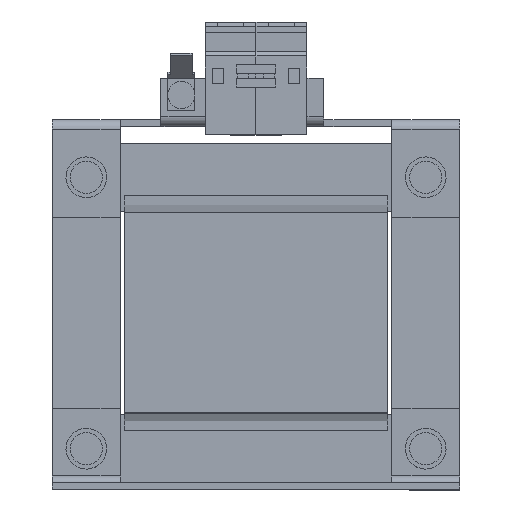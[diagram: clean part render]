
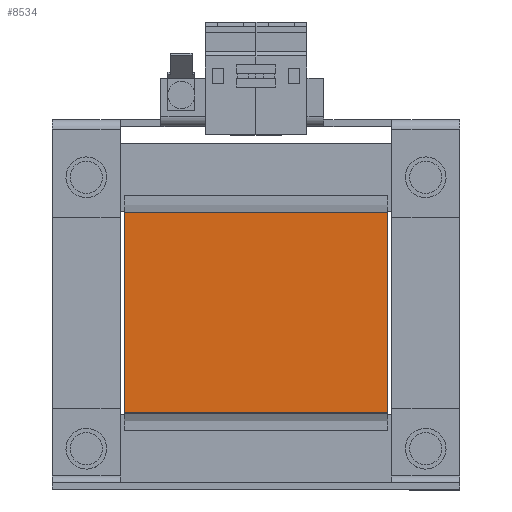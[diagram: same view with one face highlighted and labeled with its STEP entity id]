
A CAD part, top view. The second image highlights one B-rep face of the part: STEP entity #8534.
In plain terms, the highlighted planar face has unit normal (0, 0, 1).
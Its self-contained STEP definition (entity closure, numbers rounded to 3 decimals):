
#468 = AXIS2_PLACEMENT_3D ( 'NONE', #8026, #11625, #2659 ) ;
#528 = DIRECTION ( 'NONE',  ( 0., -1., 0. ) ) ;
#1658 = VECTOR ( 'NONE', #528, 1000. ) ;
#2068 = CARTESIAN_POINT ( 'NONE',  ( 38.75, 29.5, 49.9 ) ) ;
#2104 = EDGE_CURVE ( 'NONE', #3482, #5858, #11658, .T. ) ;
#2180 = VERTEX_POINT ( 'NONE', #8708 ) ;
#2583 = PLANE ( 'NONE',  #468 ) ;
#2659 = DIRECTION ( 'NONE',  ( -1., 0., 0. ) ) ;
#3044 = VECTOR ( 'NONE', #7405, 1000. ) ;
#3157 = CARTESIAN_POINT ( 'NONE',  ( 38.75, 29.5, 49.9 ) ) ;
#3482 = VERTEX_POINT ( 'NONE', #10682 ) ;
#3679 = LINE ( 'NONE', #5649, #8585 ) ;
#3748 = EDGE_CURVE ( 'NONE', #3482, #2180, #5437, .T. ) ;
#4481 = FACE_OUTER_BOUND ( 'NONE', #5562, .T. ) ;
#5071 = CARTESIAN_POINT ( 'NONE',  ( -38.75, -29.5, 49.9 ) ) ;
#5437 = LINE ( 'NONE', #2068, #3044 ) ;
#5562 = EDGE_LOOP ( 'NONE', ( #10119, #10266, #9936, #7517 ) ) ;
#5649 = CARTESIAN_POINT ( 'NONE',  ( 38.75, -29.5, 49.9 ) ) ;
#5797 = CARTESIAN_POINT ( 'NONE',  ( 38.75, -29.5, 49.9 ) ) ;
#5839 = DIRECTION ( 'NONE',  ( 0., -1., 0. ) ) ;
#5858 = VERTEX_POINT ( 'NONE', #5797 ) ;
#6697 = EDGE_CURVE ( 'NONE', #5858, #10595, #3679, .T. ) ;
#7311 = LINE ( 'NONE', #11266, #1658 ) ;
#7405 = DIRECTION ( 'NONE',  ( -1., 0., 0. ) ) ;
#7517 = ORIENTED_EDGE ( 'NONE', *, *, #3748, .T. ) ;
#8026 = CARTESIAN_POINT ( 'NONE',  ( 38.75, 29.5, 49.9 ) ) ;
#8431 = EDGE_CURVE ( 'NONE', #2180, #10595, #7311, .T. ) ;
#8534 = ADVANCED_FACE ( 'NONE', ( #4481 ), #2583, .F. ) ;
#8585 = VECTOR ( 'NONE', #9275, 1000. ) ;
#8708 = CARTESIAN_POINT ( 'NONE',  ( -38.75, 29.5, 49.9 ) ) ;
#9275 = DIRECTION ( 'NONE',  ( -1., 0., 0. ) ) ;
#9936 = ORIENTED_EDGE ( 'NONE', *, *, #2104, .F. ) ;
#10119 = ORIENTED_EDGE ( 'NONE', *, *, #8431, .T. ) ;
#10266 = ORIENTED_EDGE ( 'NONE', *, *, #6697, .F. ) ;
#10396 = VECTOR ( 'NONE', #5839, 1000. ) ;
#10595 = VERTEX_POINT ( 'NONE', #5071 ) ;
#10682 = CARTESIAN_POINT ( 'NONE',  ( 38.75, 29.5, 49.9 ) ) ;
#11266 = CARTESIAN_POINT ( 'NONE',  ( -38.75, 29.5, 49.9 ) ) ;
#11625 = DIRECTION ( 'NONE',  ( 0., 0., -1. ) ) ;
#11658 = LINE ( 'NONE', #3157, #10396 ) ;
